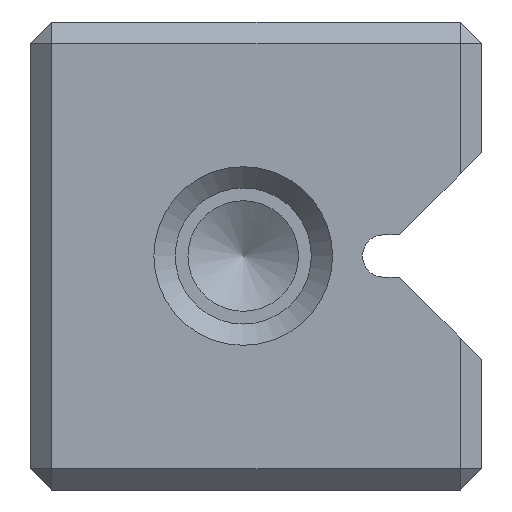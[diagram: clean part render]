
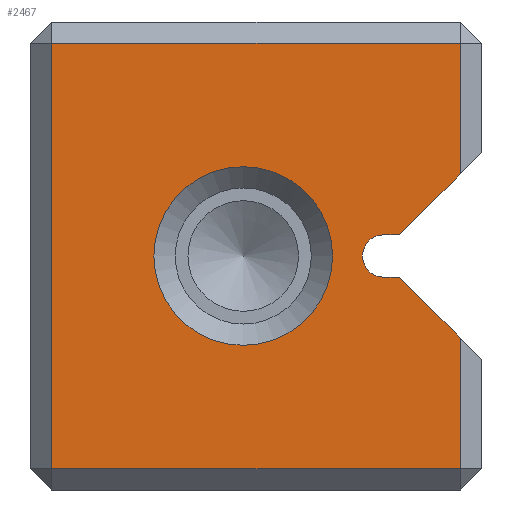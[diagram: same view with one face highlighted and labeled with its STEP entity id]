
A CAD part, left-side view. The second image highlights one B-rep face of the part: STEP entity #2467.
In plain terms, the highlighted planar face has unit normal (-1, 0, 0).
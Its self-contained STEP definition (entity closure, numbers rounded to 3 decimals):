
#2467=ADVANCED_FACE('',(#3390,#3391),#2850,.T.);
#2850=PLANE('',#8721);
#3110=CIRCLE('',#8719,2.1);
#3111=CIRCLE('',#8720,0.5);
#3390=FACE_BOUND('',#3578,.T.);
#3391=FACE_BOUND('',#3579,.T.);
#3578=EDGE_LOOP('',(#4287));
#3579=EDGE_LOOP('',(#4288,#4289,#4290,#4291,#4292,#4293,#4294,#4295,#4296,
#4297));
#4287=ORIENTED_EDGE('',*,*,#6731,.T.);
#4288=ORIENTED_EDGE('',*,*,#6732,.T.);
#4289=ORIENTED_EDGE('',*,*,#6733,.T.);
#4290=ORIENTED_EDGE('',*,*,#6734,.F.);
#4291=ORIENTED_EDGE('',*,*,#6735,.T.);
#4292=ORIENTED_EDGE('',*,*,#6736,.T.);
#4293=ORIENTED_EDGE('',*,*,#6737,.F.);
#4294=ORIENTED_EDGE('',*,*,#6738,.F.);
#4295=ORIENTED_EDGE('',*,*,#6739,.T.);
#4296=ORIENTED_EDGE('',*,*,#6740,.T.);
#4297=ORIENTED_EDGE('',*,*,#6741,.T.);
#6107=VERTEX_POINT('',#11218);
#6108=VERTEX_POINT('',#11220);
#6109=VERTEX_POINT('',#11221);
#6110=VERTEX_POINT('',#11223);
#6111=VERTEX_POINT('',#11225);
#6112=VERTEX_POINT('',#11227);
#6113=VERTEX_POINT('',#11229);
#6114=VERTEX_POINT('',#11231);
#6115=VERTEX_POINT('',#11233);
#6116=VERTEX_POINT('',#11235);
#6117=VERTEX_POINT('',#11237);
#6731=EDGE_CURVE('',#6107,#6107,#3110,.T.);
#6732=EDGE_CURVE('',#6108,#6109,#7545,.T.);
#6733=EDGE_CURVE('',#6109,#6110,#7546,.T.);
#6734=EDGE_CURVE('',#6111,#6110,#7547,.T.);
#6735=EDGE_CURVE('',#6111,#6112,#7548,.T.);
#6736=EDGE_CURVE('',#6112,#6113,#3111,.T.);
#6737=EDGE_CURVE('',#6114,#6113,#7549,.T.);
#6738=EDGE_CURVE('',#6115,#6114,#7550,.T.);
#6739=EDGE_CURVE('',#6115,#6116,#7551,.T.);
#6740=EDGE_CURVE('',#6116,#6117,#7552,.T.);
#6741=EDGE_CURVE('',#6117,#6108,#7553,.T.);
#7545=LINE('',#11219,#8203);
#7546=LINE('',#11222,#8204);
#7547=LINE('',#11224,#8205);
#7548=LINE('',#11226,#8206);
#7549=LINE('',#11230,#8207);
#7550=LINE('',#11232,#8208);
#7551=LINE('',#11234,#8209);
#7552=LINE('',#11236,#8210);
#7553=LINE('',#11238,#8211);
#8203=VECTOR('',#9279,1.);
#8204=VECTOR('',#9280,1.);
#8205=VECTOR('',#9281,1.);
#8206=VECTOR('',#9282,1.);
#8207=VECTOR('',#9285,1.);
#8208=VECTOR('',#9286,1.);
#8209=VECTOR('',#9287,1.);
#8210=VECTOR('',#9288,1.);
#8211=VECTOR('',#9289,1.);
#8719=AXIS2_PLACEMENT_3D('',#11217,#9277,#9278);
#8720=AXIS2_PLACEMENT_3D('',#11228,#9283,#9284);
#8721=AXIS2_PLACEMENT_3D('',#11239,#9290,#9291);
#9277=DIRECTION('',(1.,0.,0.));
#9278=DIRECTION('',(0.,0.,1.));
#9279=DIRECTION('',(0.,-1.,0.));
#9280=DIRECTION('',(0.,0.,1.));
#9281=DIRECTION('',(0.,-0.707,-0.707));
#9282=DIRECTION('',(0.,1.,0.));
#9283=DIRECTION('',(1.,0.,0.));
#9284=DIRECTION('',(0.,0.,1.));
#9285=DIRECTION('',(0.,1.,0.));
#9286=DIRECTION('',(0.,0.707,-0.707));
#9287=DIRECTION('',(0.,0.,1.));
#9288=DIRECTION('',(0.,1.,0.));
#9289=DIRECTION('',(0.,0.,-1.));
#9290=DIRECTION('',(-1.,0.,0.));
#9291=DIRECTION('',(0.,0.,-1.));
#11217=CARTESIAN_POINT('',(0.,5.6,5.5));
#11218=CARTESIAN_POINT('',(0.,5.6,7.6));
#11219=CARTESIAN_POINT('',(0.,5.3,0.5));
#11220=CARTESIAN_POINT('',(0.,10.1,0.5));
#11221=CARTESIAN_POINT('',(0.,0.5,0.5));
#11222=CARTESIAN_POINT('',(0.,0.5,0.));
#11223=CARTESIAN_POINT('',(0.,0.5,3.572));
#11224=CARTESIAN_POINT('',(0.,1.114,4.186));
#11225=CARTESIAN_POINT('',(0.,1.928,5.));
#11226=CARTESIAN_POINT('',(0.,2.8,5.));
#11227=CARTESIAN_POINT('',(0.,2.3,5.));
#11228=CARTESIAN_POINT('',(0.,2.3,5.5));
#11229=CARTESIAN_POINT('',(0.,2.3,6.));
#11230=CARTESIAN_POINT('',(0.,2.8,6.));
#11231=CARTESIAN_POINT('',(0.,1.928,6.));
#11232=CARTESIAN_POINT('',(0.,6.614,1.314));
#11233=CARTESIAN_POINT('',(0.,0.5,7.428));
#11234=CARTESIAN_POINT('',(0.,0.5,0.));
#11235=CARTESIAN_POINT('',(0.,0.5,10.5));
#11236=CARTESIAN_POINT('',(0.,5.3,10.5));
#11237=CARTESIAN_POINT('',(0.,10.1,10.5));
#11238=CARTESIAN_POINT('',(0.,10.1,0.));
#11239=CARTESIAN_POINT('',(0.,5.3,0.));
